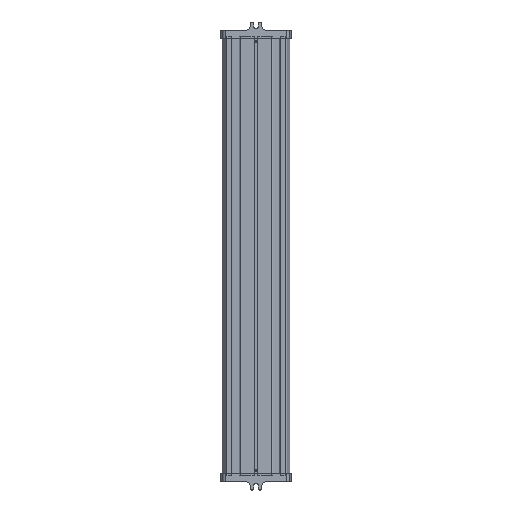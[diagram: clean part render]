
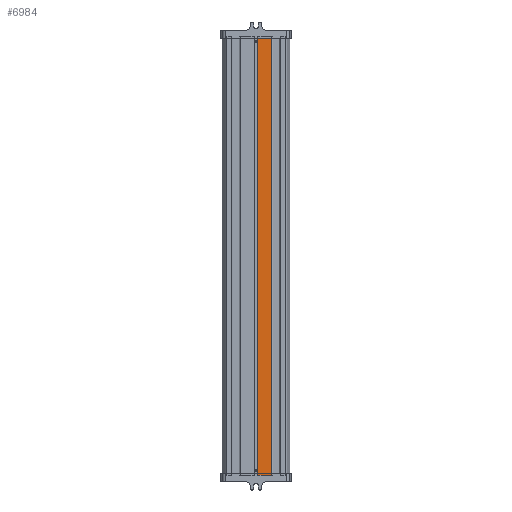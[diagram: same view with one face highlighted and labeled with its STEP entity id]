
A CAD part, front view. The second image highlights one B-rep face of the part: STEP entity #6984.
In plain terms, the highlighted planar face has unit normal (0, -1, 0).
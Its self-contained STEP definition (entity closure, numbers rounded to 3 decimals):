
#64 = LINE ( 'NONE', #2006, #8414 ) ;
#240 = VERTEX_POINT ( 'NONE', #7155 ) ;
#671 = VECTOR ( 'NONE', #2733, 1000. ) ;
#784 = LINE ( 'NONE', #6784, #671 ) ;
#804 = AXIS2_PLACEMENT_3D ( 'NONE', #3141, #8477, #1916 ) ;
#966 = CARTESIAN_POINT ( 'NONE',  ( 1.25, -15.55, -271. ) ) ;
#1256 = DIRECTION ( 'NONE',  ( 1., 0., 0. ) ) ;
#1420 = VERTEX_POINT ( 'NONE', #6997 ) ;
#1695 = EDGE_LOOP ( 'NONE', ( #3690, #7147, #6043, #5470 ) ) ;
#1916 = DIRECTION ( 'NONE',  ( 0., 0., -1. ) ) ;
#1952 = PLANE ( 'NONE',  #804 ) ;
#2006 = CARTESIAN_POINT ( 'NONE',  ( 1.25, -15.55, -271. ) ) ;
#2127 = LINE ( 'NONE', #2549, #8117 ) ;
#2549 = CARTESIAN_POINT ( 'NONE',  ( 1.25, -15.55, 29. ) ) ;
#2614 = VERTEX_POINT ( 'NONE', #966 ) ;
#2733 = DIRECTION ( 'NONE',  ( 0., 0., 1. ) ) ;
#2945 = EDGE_CURVE ( 'NONE', #240, #4799, #6075, .T. ) ;
#3141 = CARTESIAN_POINT ( 'NONE',  ( 1.25, -15.55, -271. ) ) ;
#3690 = ORIENTED_EDGE ( 'NONE', *, *, #6539, .F. ) ;
#4111 = VECTOR ( 'NONE', #4537, 1000. ) ;
#4185 = EDGE_CURVE ( 'NONE', #2614, #240, #64, .T. ) ;
#4403 = EDGE_CURVE ( 'NONE', #2614, #1420, #784, .T. ) ;
#4486 = CARTESIAN_POINT ( 'NONE',  ( 10.8, -15.55, 29. ) ) ;
#4510 = CARTESIAN_POINT ( 'NONE',  ( 10.8, -15.55, -271. ) ) ;
#4537 = DIRECTION ( 'NONE',  ( 0., 0., 1. ) ) ;
#4799 = VERTEX_POINT ( 'NONE', #4486 ) ;
#5102 = DIRECTION ( 'NONE',  ( 1., 0., 0. ) ) ;
#5470 = ORIENTED_EDGE ( 'NONE', *, *, #2945, .T. ) ;
#6043 = ORIENTED_EDGE ( 'NONE', *, *, #4185, .T. ) ;
#6075 = LINE ( 'NONE', #4510, #4111 ) ;
#6539 = EDGE_CURVE ( 'NONE', #1420, #4799, #2127, .T. ) ;
#6784 = CARTESIAN_POINT ( 'NONE',  ( 1.25, -15.55, -271. ) ) ;
#6880 = FACE_OUTER_BOUND ( 'NONE', #1695, .T. ) ;
#6984 = ADVANCED_FACE ( 'NONE', ( #6880 ), #1952, .T. ) ;
#6997 = CARTESIAN_POINT ( 'NONE',  ( 1.25, -15.55, 29. ) ) ;
#7147 = ORIENTED_EDGE ( 'NONE', *, *, #4403, .F. ) ;
#7155 = CARTESIAN_POINT ( 'NONE',  ( 10.8, -15.55, -271. ) ) ;
#8117 = VECTOR ( 'NONE', #5102, 1000. ) ;
#8414 = VECTOR ( 'NONE', #1256, 1000. ) ;
#8477 = DIRECTION ( 'NONE',  ( 0., -1., 0. ) ) ;
